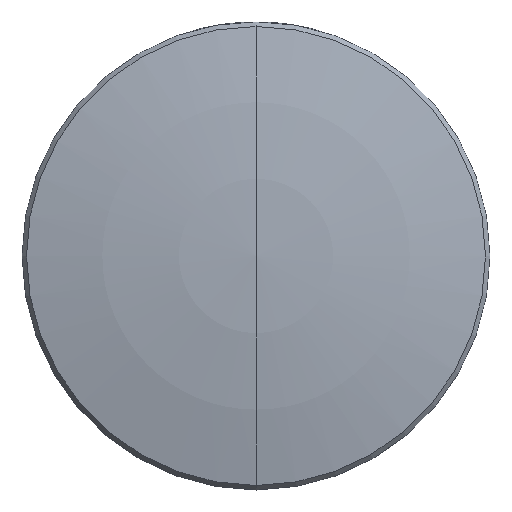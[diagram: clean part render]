
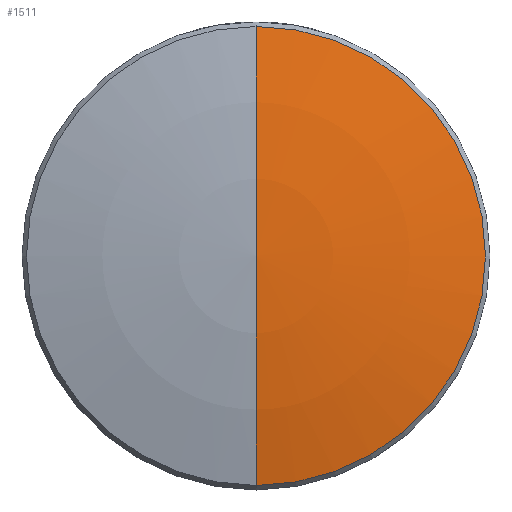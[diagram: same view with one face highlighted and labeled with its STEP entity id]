
A CAD part, top view. The second image highlights one B-rep face of the part: STEP entity #1511.
In plain terms, the highlighted toroidal (fillet/blend) face has major radius 0.043 mm and minor radius 57.51 mm.
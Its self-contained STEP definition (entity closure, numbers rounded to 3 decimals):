
#7 = EDGE_LOOP ( 'NONE', ( #2140, #39, #2647 ) ) ;
#16 = AXIS2_PLACEMENT_3D ( 'NONE', #2327, #1476, #657 ) ;
#39 = ORIENTED_EDGE ( 'NONE', *, *, #2260, .T. ) ;
#299 = CARTESIAN_POINT ( 'NONE',  ( 0., 0., 3.41 ) ) ;
#384 = EDGE_CURVE ( 'NONE', #1683, #497, #2704, .T. ) ;
#495 = CARTESIAN_POINT ( 'NONE',  ( 0., 0.043, -54.1 ) ) ;
#497 = VERTEX_POINT ( 'NONE', #628 ) ;
#516 = DIRECTION ( 'NONE',  ( -1., 0., 0. ) ) ;
#560 = DIRECTION ( 'NONE',  ( 0., 0., 1. ) ) ;
#628 = CARTESIAN_POINT ( 'NONE',  ( 0., 12.457, 2.054 ) ) ;
#657 = DIRECTION ( 'NONE',  ( 0., 1., 0. ) ) ;
#690 = AXIS2_PLACEMENT_3D ( 'NONE', #495, #516, #1943 ) ;
#792 = TOROIDAL_SURFACE ( 'NONE', #16, 0.043, 57.51 ) ;
#830 = AXIS2_PLACEMENT_3D ( 'NONE', #1528, #2004, #2368 ) ;
#1262 = AXIS2_PLACEMENT_3D ( 'NONE', #2063, #560, #1838 ) ;
#1430 = FACE_OUTER_BOUND ( 'NONE', #7, .T. ) ;
#1476 = DIRECTION ( 'NONE',  ( 0., 0., -1. ) ) ;
#1511 = ADVANCED_FACE ( 'NONE', ( #1430 ), #792, .T. ) ;
#1528 = CARTESIAN_POINT ( 'NONE',  ( 0., -0.043, -54.1 ) ) ;
#1683 = VERTEX_POINT ( 'NONE', #2022 ) ;
#1838 = DIRECTION ( 'NONE',  ( 0., 1., 0. ) ) ;
#1941 = VERTEX_POINT ( 'NONE', #299 ) ;
#1943 = DIRECTION ( 'NONE',  ( 0., 0., 1. ) ) ;
#1969 = EDGE_CURVE ( 'NONE', #1941, #497, #2162, .T. ) ;
#2004 = DIRECTION ( 'NONE',  ( 1., 0., 0. ) ) ;
#2022 = CARTESIAN_POINT ( 'NONE',  ( 0., -12.457, 2.054 ) ) ;
#2063 = CARTESIAN_POINT ( 'NONE',  ( 0., 0., 2.054 ) ) ;
#2140 = ORIENTED_EDGE ( 'NONE', *, *, #1969, .F. ) ;
#2162 = CIRCLE ( 'NONE', #690, 57.51 ) ;
#2260 = EDGE_CURVE ( 'NONE', #1941, #1683, #2683, .T. ) ;
#2327 = CARTESIAN_POINT ( 'NONE',  ( 0., 0., -54.1 ) ) ;
#2368 = DIRECTION ( 'NONE',  ( 0., 1., 0. ) ) ;
#2647 = ORIENTED_EDGE ( 'NONE', *, *, #384, .T. ) ;
#2683 = CIRCLE ( 'NONE', #830, 57.51 ) ;
#2704 = CIRCLE ( 'NONE', #1262, 12.457 ) ;
